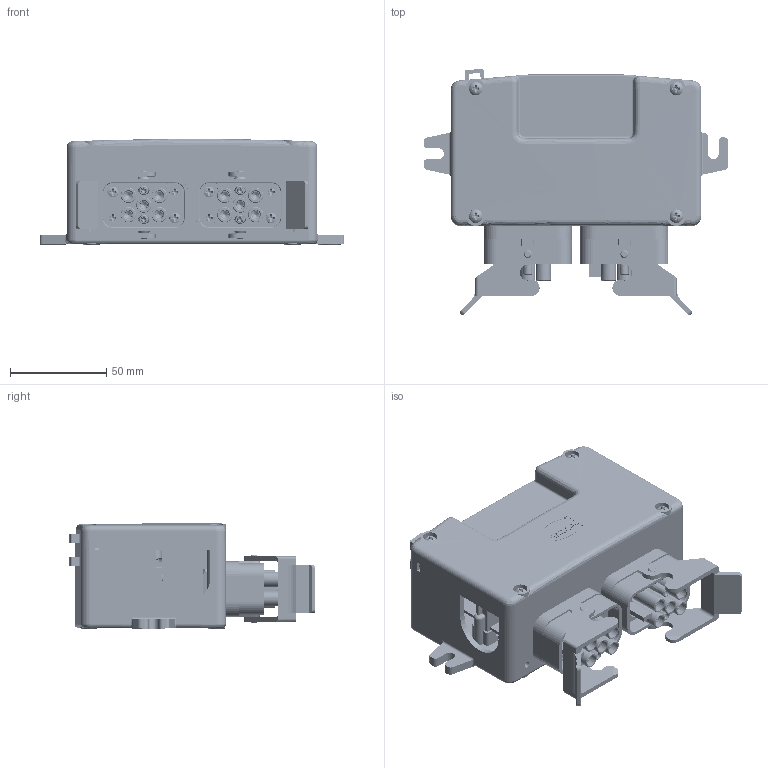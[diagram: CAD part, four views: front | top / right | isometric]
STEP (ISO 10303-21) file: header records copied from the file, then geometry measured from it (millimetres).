
FILE_DESCRIPTION(/* description */ (''),/* implementation_level */ '2;1');
FILE_NAME(/* name */ '100674403ugm000_a.stp',/* time_stamp */ '2016-11-23T08:25:15+01:00',/* author */ (''),/* organization */ (''),/* preprocessor_version */ 'ST-DEVELOPER v16',/* originating_system */ 'SIEMENS PLM Software NX 10.0',/* authorisation */ '');
FILE_SCHEMA (('AUTOMOTIVE_DESIGN { 1 0 10303 214 3 1 1 1 }'));
Products named in the file (1): 100674403ugm000_a
Bounding box: 158 x 127.68 x 55 mm (x, y, z)
Volume: 50787.4 mm3; surface area: 194648.6 mm2
Topology: 17 solids, 18 shells, 7909 faces, 23177 edges, 15321 vertices
Faces by surface type: plane 4038, cylinder 2308, bspline 812, cone 515, extrusion 166, torus 66, sphere 4
Full cylindrical faces by diameter (mm): 0.8 x14, 1.342 x1, 1.4 x2, 1.5 x9, 1.68 x4, 1.8 x11, 1.969 x1, 2.17 x24, 2.25 x4, 2.3 x1, 2.4 x21, 2.45 x4, 2.5 x13, 2.57 x4, 2.62 x4, 2.85 x10, 3.2 x4, 3.4 x6, 3.5 x20, 3.55 x4, 3.67 x4, 3.8 x4, 3.9 x10, 4 x4, 4.2 x10, 4.4 x4, 4.45 x10, 4.6 x4, 5 x14, 5.6 x8
Entity records: 427987 total; most frequent: CARTESIAN_POINT 186876, ORIENTED_EDGE 43816, DIRECTION 38429, EDGE_CURVE 21908, VERTEX_POINT 14572, AXIS2_PLACEMENT_3D 13084, VECTOR 12261, LINE 12095
